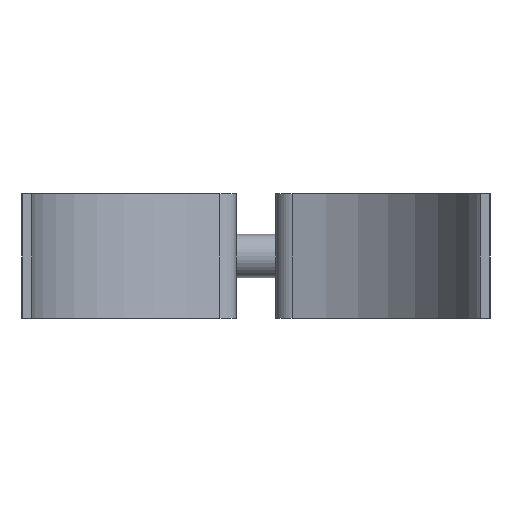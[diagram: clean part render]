
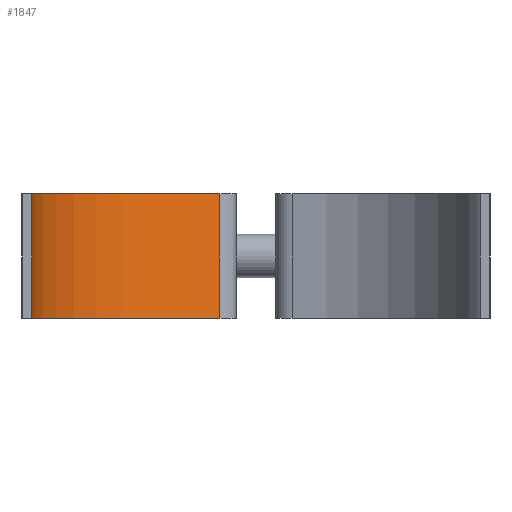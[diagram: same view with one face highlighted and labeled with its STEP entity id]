
A CAD part, front view. The second image highlights one B-rep face of the part: STEP entity #1847.
In plain terms, the highlighted cylindrical face has radius 57.15 mm (diameter 114.3 mm), a partial arc.
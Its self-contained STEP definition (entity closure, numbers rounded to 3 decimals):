
#20 = VERTEX_POINT ( 'NONE', #2943 ) ;
#54 = DIRECTION ( 'NONE',  ( 0., 0., -1. ) ) ;
#333 = ORIENTED_EDGE ( 'NONE', *, *, #1672, .F. ) ;
#355 = DIRECTION ( 'NONE',  ( 1., 0., 0. ) ) ;
#356 = DIRECTION ( 'NONE',  ( 1., 0., 0. ) ) ;
#496 = EDGE_LOOP ( 'NONE', ( #2893, #1430, #333, #912 ) ) ;
#549 = AXIS2_PLACEMENT_3D ( 'NONE', #3584, #946, #829 ) ;
#829 = DIRECTION ( 'NONE',  ( -1., 0., 0. ) ) ;
#912 = ORIENTED_EDGE ( 'NONE', *, *, #3303, .T. ) ;
#946 = DIRECTION ( 'NONE',  ( 0., 0., -1. ) ) ;
#1095 = EDGE_CURVE ( 'NONE', #3065, #1276, #2660, .T. ) ;
#1276 = VERTEX_POINT ( 'NONE', #2758 ) ;
#1430 = ORIENTED_EDGE ( 'NONE', *, *, #1095, .T. ) ;
#1456 = CARTESIAN_POINT ( 'NONE',  ( 0., -5.563, -15.875 ) ) ;
#1565 = AXIS2_PLACEMENT_3D ( 'NONE', #2362, #54, #355 ) ;
#1597 = CARTESIAN_POINT ( 'NONE',  ( -9.195, 50.843, -15.875 ) ) ;
#1672 = EDGE_CURVE ( 'NONE', #20, #1276, #2878, .T. ) ;
#1791 = FACE_OUTER_BOUND ( 'NONE', #496, .T. ) ;
#1839 = VECTOR ( 'NONE', #3583, 1000. ) ;
#1847 = ADVANCED_FACE ( 'NONE', ( #1791 ), #2700, .F. ) ;
#2118 = VERTEX_POINT ( 'NONE', #3653 ) ;
#2362 = CARTESIAN_POINT ( 'NONE',  ( 0., -5.563, 15.875 ) ) ;
#2611 = DIRECTION ( 'NONE',  ( 0., 0., 1. ) ) ;
#2660 = LINE ( 'NONE', #3471, #2940 ) ;
#2700 = CYLINDRICAL_SURFACE ( 'NONE', #549, 57.15 ) ;
#2758 = CARTESIAN_POINT ( 'NONE',  ( -9.195, 50.843, 15.875 ) ) ;
#2878 = CIRCLE ( 'NONE', #1565, 57.15 ) ;
#2893 = ORIENTED_EDGE ( 'NONE', *, *, #3717, .T. ) ;
#2940 = VECTOR ( 'NONE', #2611, 1000. ) ;
#2943 = CARTESIAN_POINT ( 'NONE',  ( -57.15, -5.563, 15.875 ) ) ;
#3065 = VERTEX_POINT ( 'NONE', #1597 ) ;
#3250 = DIRECTION ( 'NONE',  ( 0., 0., -1. ) ) ;
#3255 = CARTESIAN_POINT ( 'NONE',  ( -57.15, -5.563, 15.875 ) ) ;
#3265 = CIRCLE ( 'NONE', #3768, 57.15 ) ;
#3303 = EDGE_CURVE ( 'NONE', #20, #2118, #3566, .T. ) ;
#3471 = CARTESIAN_POINT ( 'NONE',  ( -9.195, 50.843, 15.875 ) ) ;
#3566 = LINE ( 'NONE', #3255, #1839 ) ;
#3583 = DIRECTION ( 'NONE',  ( 0., 0., -1. ) ) ;
#3584 = CARTESIAN_POINT ( 'NONE',  ( 0., -5.563, 15.875 ) ) ;
#3653 = CARTESIAN_POINT ( 'NONE',  ( -57.15, -5.563, -15.875 ) ) ;
#3717 = EDGE_CURVE ( 'NONE', #2118, #3065, #3265, .T. ) ;
#3768 = AXIS2_PLACEMENT_3D ( 'NONE', #1456, #3250, #356 ) ;
